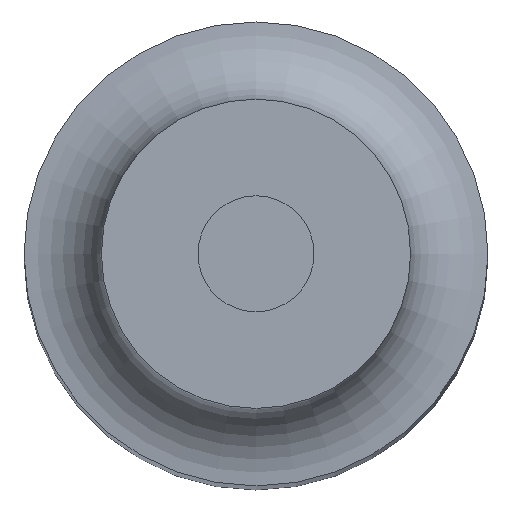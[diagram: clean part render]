
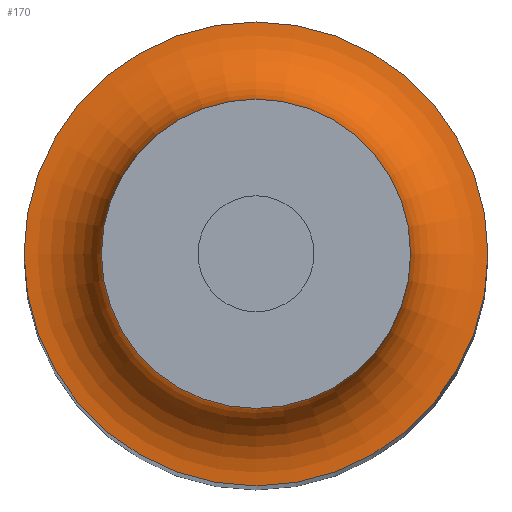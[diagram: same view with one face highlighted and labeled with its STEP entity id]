
A CAD part, top view. The second image highlights one B-rep face of the part: STEP entity #170.
In plain terms, the highlighted toroidal (fillet/blend) face has major radius 6 mm and minor radius 2 mm.
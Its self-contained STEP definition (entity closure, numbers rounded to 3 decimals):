
#19=TOROIDAL_SURFACE('',#207,6.,2.);
#44=FACE_OUTER_BOUND('',#58,.T.);
#58=EDGE_LOOP('',(#139,#140,#141,#142));
#74=CIRCLE('',#208,4.);
#75=CIRCLE('',#209,2.);
#76=CIRCLE('',#210,6.);
#89=VERTEX_POINT('',#340);
#90=VERTEX_POINT('',#342);
#106=EDGE_CURVE('',#89,#89,#74,.T.);
#107=EDGE_CURVE('',#89,#90,#75,.T.);
#108=EDGE_CURVE('',#90,#90,#76,.T.);
#139=ORIENTED_EDGE('',*,*,#106,.F.);
#140=ORIENTED_EDGE('',*,*,#107,.T.);
#141=ORIENTED_EDGE('',*,*,#108,.T.);
#142=ORIENTED_EDGE('',*,*,#107,.F.);
#170=ADVANCED_FACE('',(#44),#19,.F.);
#207=AXIS2_PLACEMENT_3D('',#339,#256,#257);
#208=AXIS2_PLACEMENT_3D('',#341,#258,#259);
#209=AXIS2_PLACEMENT_3D('',#343,#260,#261);
#210=AXIS2_PLACEMENT_3D('',#344,#262,#263);
#256=DIRECTION('center_axis',(0.,0.,1.));
#257=DIRECTION('ref_axis',(1.,0.,0.));
#258=DIRECTION('center_axis',(0.,0.,1.));
#259=DIRECTION('ref_axis',(1.,0.,0.));
#260=DIRECTION('center_axis',(0.,1.,0.));
#261=DIRECTION('ref_axis',(-1.,0.,0.));
#262=DIRECTION('center_axis',(0.,0.,1.));
#263=DIRECTION('ref_axis',(1.,0.,0.));
#339=CARTESIAN_POINT('Origin',(0.,0.,53.));
#340=CARTESIAN_POINT('',(-4.,0.,53.));
#341=CARTESIAN_POINT('Origin',(0.,0.,53.));
#342=CARTESIAN_POINT('',(-6.,0.,51.));
#343=CARTESIAN_POINT('Origin',(-6.,0.,
53.));
#344=CARTESIAN_POINT('Origin',(0.,0.,51.));
